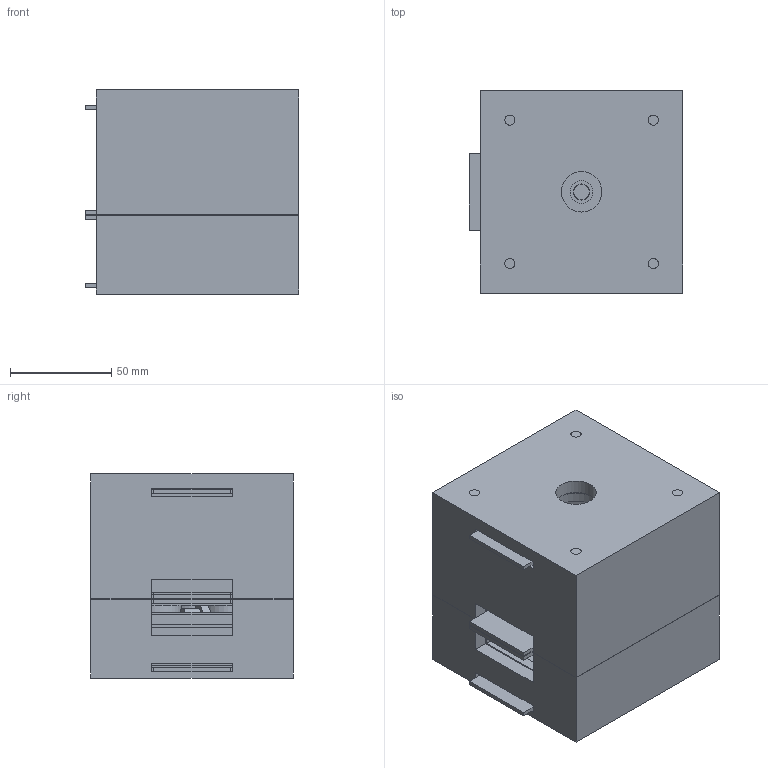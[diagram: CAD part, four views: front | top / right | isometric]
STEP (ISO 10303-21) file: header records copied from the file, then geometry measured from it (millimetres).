
FILE_DESCRIPTION(/* description */ (''),/* implementation_level */ '2;1');
FILE_NAME(/* name */ 'LEM_Versione_Ibrida_MIRION_AMETEK_GAGG v14.step',/* time_stamp */ '2023-08-22T14:06:20+02:00',/* author */ (''),/* organization */ (''),/* preprocessor_version */ 'ST-DEVELOPER v20',/* originating_system */ 'Autodesk Translation Framework v12.9.0.99',/* authorisation */ '');
FILE_SCHEMA (('AUTOMOTIVE_DESIGN { 1 0 10303 214 3 1 1 }'));
Length unit declared in the file: millimetre
Products named in the file (47): LEM_Versione_Ibrida_MIRION_AMETEK_GAGG; AlScrew_Thick (3); BakeliteBoardBottom; AlFrame_Thick; SiliconDetector_Thin (1); SiliconDetector_Thick (3); AlFrame_Thick (3); BakeliteBoardTop; AlScrew (1); PlasticVetoBottom; SiliconDetector_Thin (3); AlScrew (3); BakeliteCable; AlFrame_Thick (2); SiliconDetector_Thick (2); AlScrew_Thick (4); SiliconDetector_Thick (1); BakeliteBoardMiddleLower; AlFrame_Thin (1); SiliconDetector_Thin (2); AlBottom; AlScrew; AlFrame_Thin; AlTop; SiliconDetector_Thin; Calo; BakeliteCable (3); BakeliteCable (1); BakeliteCable (4); BakeliteCable (2); BakeliteBoardMiddleUpper; BakeliteBoardCalo; AlScrew (2); AlCoverLower; PlasticVetoTop; SiliconDetector_Thin (4); AlFrame_Thin (4); AlCoverUpper; AlFrame_Thin (2); AlFrame_Thin (3) ...
Assembly tree (46 placements, depth 2):
  LEM_Versione_Ibrida_MIRION_AMETEK_GAGG
    AlScrew_Thick (3)
    BakeliteBoardBottom
    AlFrame_Thick
    SiliconDetector_Thin (1)
    SiliconDetector_Thick (3)
    AlFrame_Thick (3)
    BakeliteBoardTop
    AlScrew (1)
    PlasticVetoBottom
    SiliconDetector_Thin (3)
    AlScrew (3)
    BakeliteCable
    AlFrame_Thick (2)
    SiliconDetector_Thick (2)
    AlScrew_Thick (4)
    SiliconDetector_Thick (1)
    BakeliteBoardMiddleLower
    AlFrame_Thin (1)
    SiliconDetector_Thin (2)
    AlBottom
    AlScrew
    AlFrame_Thin
    AlTop
    SiliconDetector_Thin
    Calo
    BakeliteCable (3)
    BakeliteCable (1)
    BakeliteCable (4)
    BakeliteCable (2)
    BakeliteBoardMiddleUpper
    BakeliteBoardCalo
    AlScrew (2)
    AlCoverLower
    PlasticVetoTop
    SiliconDetector_Thin (4)
    AlFrame_Thin (4)
    AlCoverUpper
    AlFrame_Thin (2)
    AlFrame_Thin (3)
    SiliconDetector_Thick
    AlScrew_Thick
    AlScrew_Thick (2)
    SiliconDetector_Thick (4)
    AlFrame_Thick (1)
    AlFrame_Thick (4)
    AlScrew_Thick (1)
Bounding box: 105.5 x 100 x 100.8 mm (x, y, z)
Volume: 694245.8 mm3; surface area: 318231.6 mm2
Topology: 46 solids, 46 shells, 454 faces, 1017 edges, 678 vertices
Faces by surface type: plane 312, cylinder 142
Full cylindrical faces by diameter (mm): 5 x46, 5.092 x8, 7.6 x1, 8 x3, 9 x1, 11.2 x1, 12.8 x1, 13.4 x4, 13.8 x12, 14 x1, 15.2 x1, 15.8 x4, 16.2 x1, 16.821 x1, 17.2 x1, 17.4 x1, 18 x4, 18.2 x1, 19 x4, 19.4 x1, 20 x1, 21.6 x4, 22 x4, 23 x4, 23.012 x4, 24 x4, 24.1 x4, 25 x4, 26 x1, 26.1 x4
Entity records: 14702 total; most frequent: CARTESIAN_POINT 2417, DIRECTION 2405, ORIENTED_EDGE 2034, EDGE_CURVE 1017, AXIS2_PLACEMENT_3D 856, LINE 693, VECTOR 693, VERTEX_POINT 678
